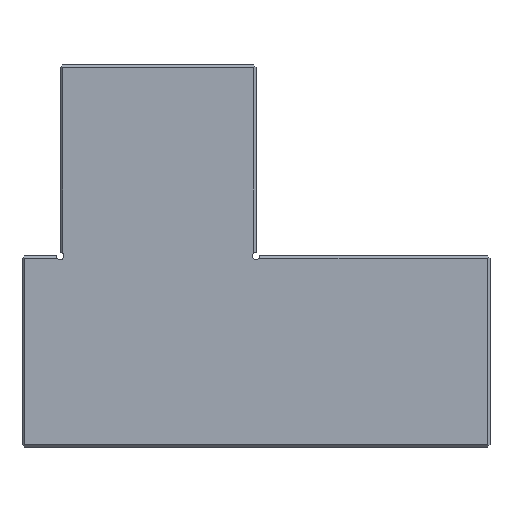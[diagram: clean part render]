
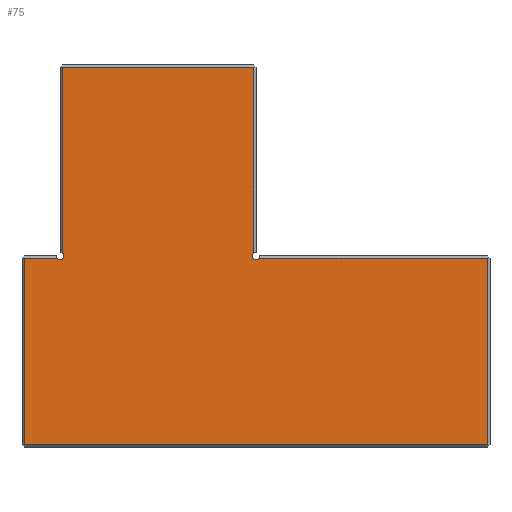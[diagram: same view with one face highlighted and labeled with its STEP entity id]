
A CAD part, front view. The second image highlights one B-rep face of the part: STEP entity #75.
In plain terms, the highlighted planar face has unit normal (0, -1, 0).
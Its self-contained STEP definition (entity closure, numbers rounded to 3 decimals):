
#75 = ADVANCED_FACE( '', ( #129 ), #130, .F. );
#129 = FACE_OUTER_BOUND( '', #265, .T. );
#130 = PLANE( '', #266 );
#265 = EDGE_LOOP( '', ( #401, #402, #403, #404, #405, #406, #407, #408, #409, #410 ) );
#266 = AXIS2_PLACEMENT_3D( '', #411, #412, #413 );
#401 = ORIENTED_EDGE( '', *, *, #801, .T. );
#402 = ORIENTED_EDGE( '', *, *, #802, .T. );
#403 = ORIENTED_EDGE( '', *, *, #803, .T. );
#404 = ORIENTED_EDGE( '', *, *, #804, .T. );
#405 = ORIENTED_EDGE( '', *, *, #805, .F. );
#406 = ORIENTED_EDGE( '', *, *, #806, .T. );
#407 = ORIENTED_EDGE( '', *, *, #807, .T. );
#408 = ORIENTED_EDGE( '', *, *, #808, .T. );
#409 = ORIENTED_EDGE( '', *, *, #809, .F. );
#410 = ORIENTED_EDGE( '', *, *, #810, .T. );
#411 = CARTESIAN_POINT( '', ( 98., -40., 0. ) );
#412 = DIRECTION( '', ( 0., 1., 0. ) );
#413 = DIRECTION( '', ( 0., 0., 1. ) );
#801 = EDGE_CURVE( '', #922, #923, #924, .T. );
#802 = EDGE_CURVE( '', #923, #925, #926, .T. );
#803 = EDGE_CURVE( '', #925, #927, #928, .T. );
#804 = EDGE_CURVE( '', #927, #929, #930, .T. );
#805 = EDGE_CURVE( '', #931, #929, #932, .T. );
#806 = EDGE_CURVE( '', #931, #933, #934, .T. );
#807 = EDGE_CURVE( '', #933, #935, #936, .T. );
#808 = EDGE_CURVE( '', #935, #937, #938, .T. );
#809 = EDGE_CURVE( '', #939, #937, #940, .T. );
#810 = EDGE_CURVE( '', #939, #922, #941, .T. );
#922 = VERTEX_POINT( '', #1130 );
#923 = VERTEX_POINT( '', #1131 );
#924 = LINE( '', #1132, #1133 );
#925 = VERTEX_POINT( '', #1134 );
#926 = LINE( '', #1135, #1136 );
#927 = VERTEX_POINT( '', #1137 );
#928 = LINE( '', #1138, #1139 );
#929 = VERTEX_POINT( '', #1140 );
#930 = LINE( '', #1141, #1142 );
#931 = VERTEX_POINT( '', #1143 );
#932 = CIRCLE( '', #1144, 0.75 );
#933 = VERTEX_POINT( '', #1145 );
#934 = LINE( '', #1146, #1147 );
#935 = VERTEX_POINT( '', #1148 );
#936 = LINE( '', #1149, #1150 );
#937 = VERTEX_POINT( '', #1151 );
#938 = LINE( '', #1152, #1153 );
#939 = VERTEX_POINT( '', #1154 );
#940 = CIRCLE( '', #1155, 0.75 );
#941 = LINE( '', #1156, #1157 );
#1130 = CARTESIAN_POINT( '', ( 0.5, -40., 39.5 ) );
#1131 = CARTESIAN_POINT( '', ( 0.5, -40., 0.5 ) );
#1132 = CARTESIAN_POINT( '', ( 0.5, -40., 0. ) );
#1133 = VECTOR( '', #1422, 1000. );
#1134 = CARTESIAN_POINT( '', ( 97.5, -40., 0.5 ) );
#1135 = CARTESIAN_POINT( '', ( 97.5, -40., 0.5 ) );
#1136 = VECTOR( '', #1423, 1000. );
#1137 = CARTESIAN_POINT( '', ( 97.5, -40., 39.5 ) );
#1138 = CARTESIAN_POINT( '', ( 97.5, -40., 40. ) );
#1139 = VECTOR( '', #1424, 1000. );
#1140 = CARTESIAN_POINT( '', ( 49.559, -40., 39.5 ) );
#1141 = CARTESIAN_POINT( '', ( 49.75, -40., 39.5 ) );
#1142 = VECTOR( '', #1425, 1000. );
#1143 = CARTESIAN_POINT( '', ( 48.5, -40., 40.559 ) );
#1144 = AXIS2_PLACEMENT_3D( '', #1426, #1427, #1428 );
#1145 = CARTESIAN_POINT( '', ( 48.5, -40., 79.5 ) );
#1146 = CARTESIAN_POINT( '', ( 48.5, -40., 80. ) );
#1147 = VECTOR( '', #1429, 1000. );
#1148 = CARTESIAN_POINT( '', ( 8.5, -40., 79.5 ) );
#1149 = CARTESIAN_POINT( '', ( 8.5, -40., 79.5 ) );
#1150 = VECTOR( '', #1430, 1000. );
#1151 = CARTESIAN_POINT( '', ( 8.5, -40., 40.559 ) );
#1152 = CARTESIAN_POINT( '', ( 8.5, -40., 40.75 ) );
#1153 = VECTOR( '', #1431, 1000. );
#1154 = CARTESIAN_POINT( '', ( 7.441, -40., 39.5 ) );
#1155 = AXIS2_PLACEMENT_3D( '', #1432, #1433, #1434 );
#1156 = CARTESIAN_POINT( '', ( 0.5, -40., 39.5 ) );
#1157 = VECTOR( '', #1435, 1000. );
#1422 = DIRECTION( '', ( 0., 0., -1. ) );
#1423 = DIRECTION( '', ( 1., 0., 0. ) );
#1424 = DIRECTION( '', ( 0., 0., 1. ) );
#1425 = DIRECTION( '', ( -1., 0., 0. ) );
#1426 = CARTESIAN_POINT( '', ( 49., -40., 40. ) );
#1427 = DIRECTION( '', ( 0., -1., 0. ) );
#1428 = DIRECTION( '', ( 1., 0., 0. ) );
#1429 = DIRECTION( '', ( 0., 0., 1. ) );
#1430 = DIRECTION( '', ( -1., 0., 0. ) );
#1431 = DIRECTION( '', ( 0., 0., -1. ) );
#1432 = CARTESIAN_POINT( '', ( 8., -40., 40. ) );
#1433 = DIRECTION( '', ( 0., -1., 0. ) );
#1434 = DIRECTION( '', ( 1., 0., 0. ) );
#1435 = DIRECTION( '', ( -1., 0., 0. ) );
